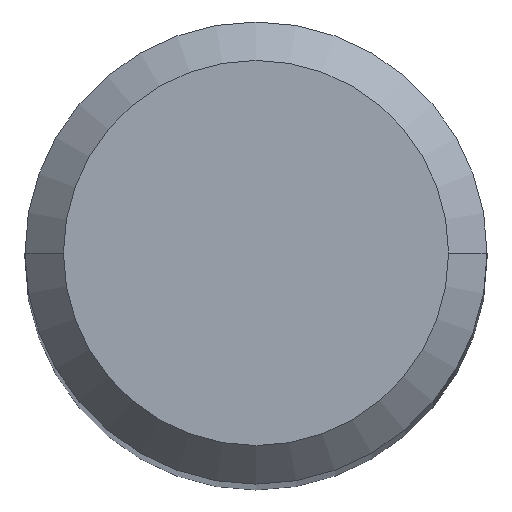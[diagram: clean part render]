
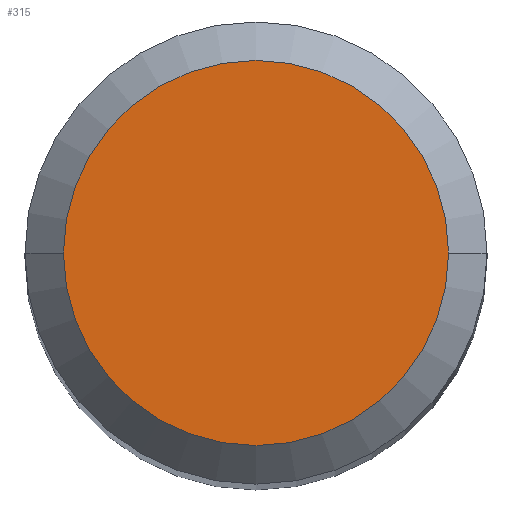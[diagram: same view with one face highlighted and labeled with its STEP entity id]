
A CAD part, top view. The second image highlights one B-rep face of the part: STEP entity #315.
In plain terms, the highlighted planar face has unit normal (0, 0, 1).
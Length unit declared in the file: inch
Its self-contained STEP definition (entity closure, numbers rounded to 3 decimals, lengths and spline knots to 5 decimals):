
#3 = VERTEX_POINT ( 'NONE', #123 ) ;
#5 = ORIENTED_EDGE ( 'NONE', *, *, #425, .T. ) ;
#16 = CARTESIAN_POINT ( 'NONE',  ( 0., 0., 0. ) ) ;
#75 = AXIS2_PLACEMENT_3D ( 'NONE', #287, #186, #218 ) ;
#85 = EDGE_LOOP ( 'NONE', ( #435, #5 ) ) ;
#97 = CARTESIAN_POINT ( 'NONE',  ( 0., 0., 0. ) ) ;
#123 = CARTESIAN_POINT ( 'NONE',  ( 0.15625, 0., 0. ) ) ;
#151 = CIRCLE ( 'NONE', #182, 0.15625 ) ;
#162 = DIRECTION ( 'NONE',  ( 1., 0., 0. ) ) ;
#182 = AXIS2_PLACEMENT_3D ( 'NONE', #97, #247, #213 ) ;
#186 = DIRECTION ( 'NONE',  ( 0., 0., -1. ) ) ;
#213 = DIRECTION ( 'NONE',  ( 1., 0., 0. ) ) ;
#218 = DIRECTION ( 'NONE',  ( -1., 0., 0. ) ) ;
#223 = VERTEX_POINT ( 'NONE', #427 ) ;
#235 = AXIS2_PLACEMENT_3D ( 'NONE', #16, #335, #162 ) ;
#236 = EDGE_CURVE ( 'NONE', #223, #3, #151, .T. ) ;
#247 = DIRECTION ( 'NONE',  ( 0., 0., 1. ) ) ;
#287 = CARTESIAN_POINT ( 'NONE',  ( 0., 0., 0. ) ) ;
#315 = ADVANCED_FACE ( 'NONE', ( #354 ), #432, .F. ) ;
#335 = DIRECTION ( 'NONE',  ( 0., 0., 1. ) ) ;
#354 = FACE_OUTER_BOUND ( 'NONE', #85, .T. ) ;
#425 = EDGE_CURVE ( 'NONE', #3, #223, #453, .T. ) ;
#427 = CARTESIAN_POINT ( 'NONE',  ( -0.15625, 0., 0. ) ) ;
#432 = PLANE ( 'NONE',  #75 ) ;
#435 = ORIENTED_EDGE ( 'NONE', *, *, #236, .T. ) ;
#453 = CIRCLE ( 'NONE', #235, 0.15625 ) ;
